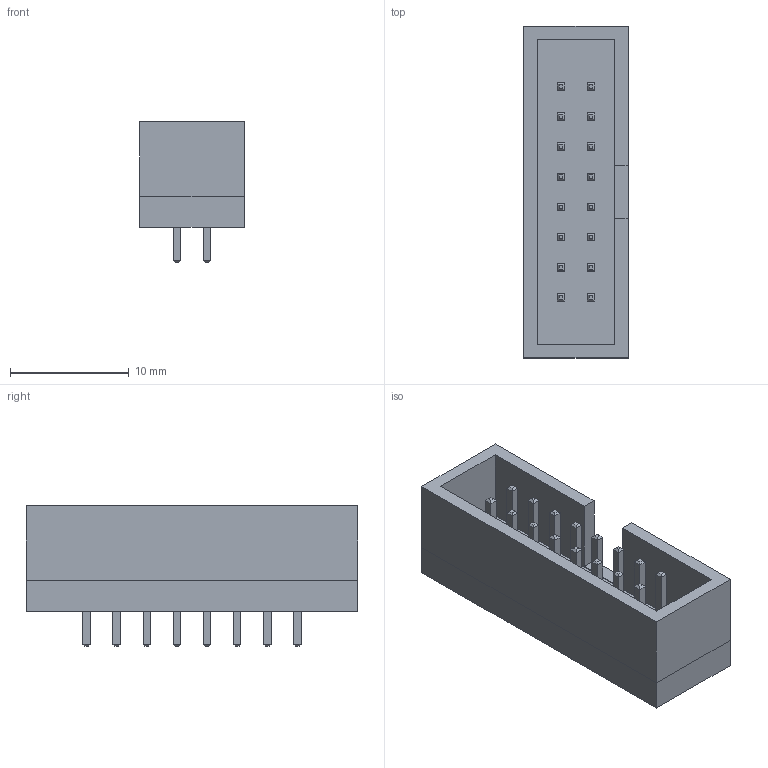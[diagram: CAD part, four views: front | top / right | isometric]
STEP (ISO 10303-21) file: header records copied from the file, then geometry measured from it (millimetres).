
FILE_DESCRIPTION(/* description */ (''),/* implementation_level */ '2;1');
FILE_NAME(/* name */ '19661e81-5b00-4dc7-90ca-6b7c5ebe1300.stp',/* time_stamp */ '2019-02-26T14:43:22-08:00',/* author */ ('jeremy.matters'),/* organization */ (''),/* preprocessor_version */ 'ST-DEVELOPER v17.2',/* originating_system */ 'Autodesk Translation Framework v7.6.0.251',/* authorisation */ '');
FILE_SCHEMA (('AUTOMOTIVE_DESIGN { 1 0 10303 214 3 1 1 }'));
Length unit declared in the file: millimetre
Products named in the file (1): PinHeader_2x08_P2.54mm_Vertical
Bounding box: 8.8 x 28 x 11.84 mm (x, y, z)
Volume: 1785.7 mm3; surface area: 2861 mm2
Topology: 18 solids, 18 shells, 372 faces, 880 edges, 544 vertices
Faces by surface type: plane 372
Entity records: 10675 total; most frequent: CARTESIAN_POINT 1797, ORIENTED_EDGE 1760, DIRECTION 1626, LINE 880, VECTOR 880, EDGE_CURVE 880, VERTEX_POINT 544, EDGE_LOOP 436
